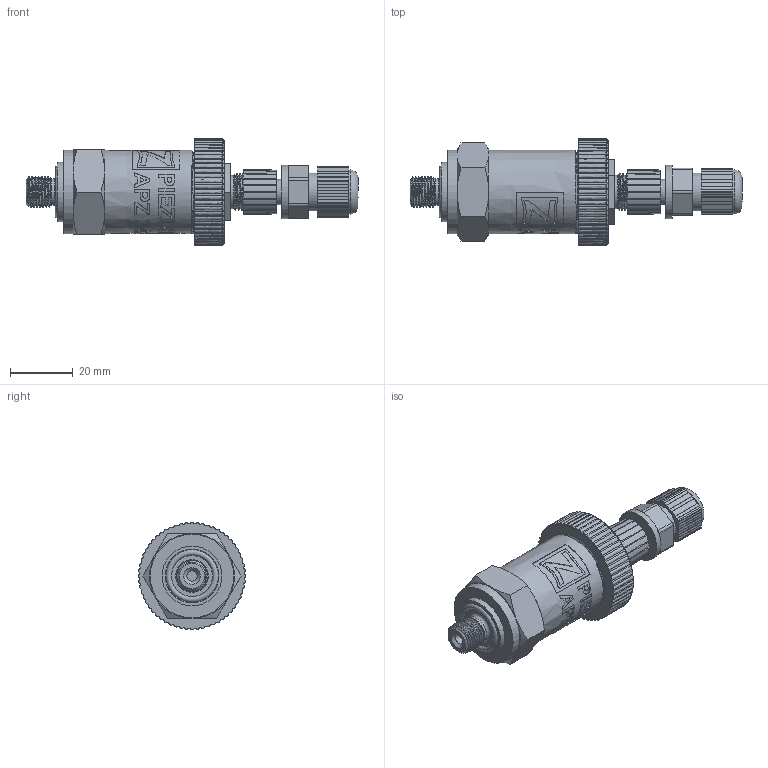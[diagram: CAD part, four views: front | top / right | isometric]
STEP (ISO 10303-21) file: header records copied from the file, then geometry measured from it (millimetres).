
FILE_DESCRIPTION(/* description */ (''),/* implementation_level */ '2;1');
FILE_NAME(/* name */ 'APZ3421_M10x1DIN_M12x1-straight.step',/* time_stamp */ '2021-06-23T14:36:49+03:00',/* author */ (''),/* organization */ (''),/* preprocessor_version */ 'ST-DEVELOPER v18.1',/* originating_system */ 'Autodesk Translation Framework v10.9.0.1377',/* authorisation */ '');
FILE_SCHEMA (('AUTOMOTIVE_DESIGN { 1 0 10303 214 3 1 1 }'));
Products named in the file (6): APZ3421_M10x1DIN_M12x1-straight; M10x1 DIN; OMAL nut M27x1.5 v8; M12x1 male v16; Ш100.000.002 v4; M12x1 female straight v9
Assembly tree (5 placements, depth 2):
  APZ3421_M10x1DIN_M12x1-straight
    M10x1 DIN
    OMAL nut M27x1.5 v8
    M12x1 male v16
    Ш100.000.002 v4
    M12x1 female straight v9
Bounding box: 105.55 x 34 x 34 mm (x, y, z)
Volume: 40699.6 mm3; surface area: 18060.5 mm2
Topology: 17 solids, 17 shells, 918 faces, 2567 edges, 1724 vertices
Faces by surface type: bspline 451, plane 264, cylinder 116, cone 76, torus 11
Full cylindrical faces by diameter (mm): 1 x12, 1.5 x4, 3.3 x1, 7.3 x1, 8 x3, 8.2 x1, 8.5 x1, 8.744 x7, 10.293 x1, 10.6 x2, 10.741 x6, 11.884 x5, 12 x1, 13.5 x1, 14 x2, 14.137 x4, 14.526 x3, 15.85 x3, 16.203 x3, 16.7 x1, 17 x1, 19 x1, 21.4 x2, 22.3 x1, 22.4 x1, 24.5 x1, 25.132 x4, 25.526 x4, 27.208 x5
Entity records: 69848 total; most frequent: CARTESIAN_POINT 48874, ORIENTED_EDGE 5134, DIRECTION 2931, EDGE_CURVE 2567, VERTEX_POINT 1724, LINE 1177, VECTOR 1177, EDGE_LOOP 976
